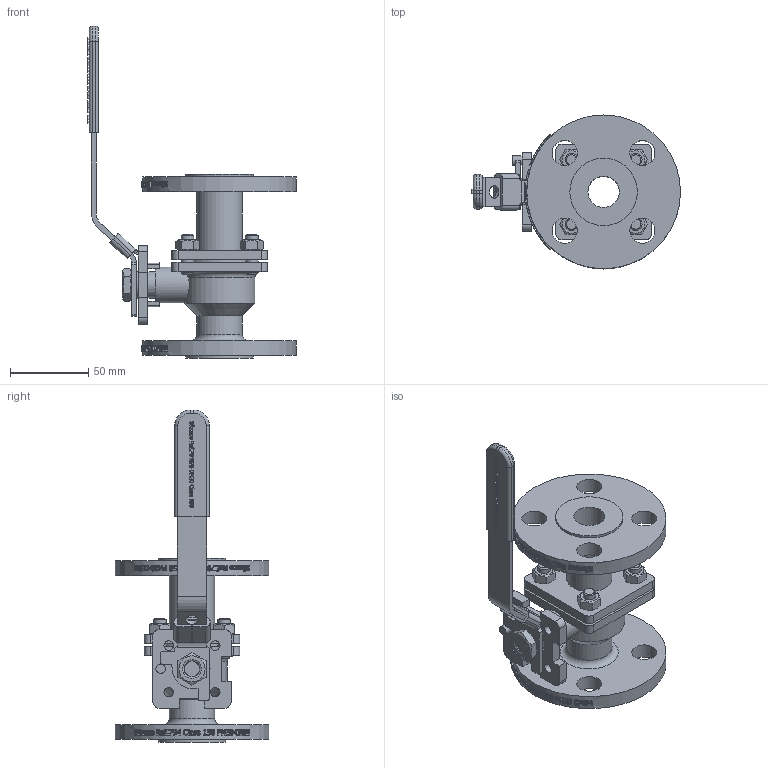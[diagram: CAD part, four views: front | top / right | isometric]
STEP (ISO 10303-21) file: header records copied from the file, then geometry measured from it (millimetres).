
FILE_DESCRIPTION(/* description */ ('794020'),/* implementation_level */ '2;1');
FILE_NAME(/* name */ '794020.stp',/* time_stamp */ '2017-06-30T15:26:28+02:00',/* author */ ('jmorand'),/* organization */ ('Sferaco'),/* preprocessor_version */ 'ST-DEVELOPER v16.5',/* originating_system */ 'Autodesk Inventor 2017',/* authorisation */ '');
FILE_SCHEMA (('CONFIG_CONTROL_DESIGN'));
Products named in the file (1): 794020_bd
Bounding box: 133.2 x 98 x 211.6 mm (x, y, z)
Volume: 262971 mm3; surface area: 87480.4 mm2
Topology: 1 solids, 5 shells, 1755 faces, 4803 edges, 3194 vertices
Faces by surface type: bspline 846, plane 704, cylinder 171, cone 28, torus 6
Full cylindrical faces by diameter (mm): 6 x5, 8 x17, 10.106 x1, 16 x8, 17 x1, 20 x1, 23 x2, 29 x2, 43 x2, 45 x2, 98 x2
Entity records: 73388 total; most frequent: CARTESIAN_POINT 32793, ORIENTED_EDGE 9420, DIRECTION 5411, EDGE_CURVE 4710, VERTEX_POINT 3169, LINE 2359, VECTOR 2359, EDGE_LOOP 2011
